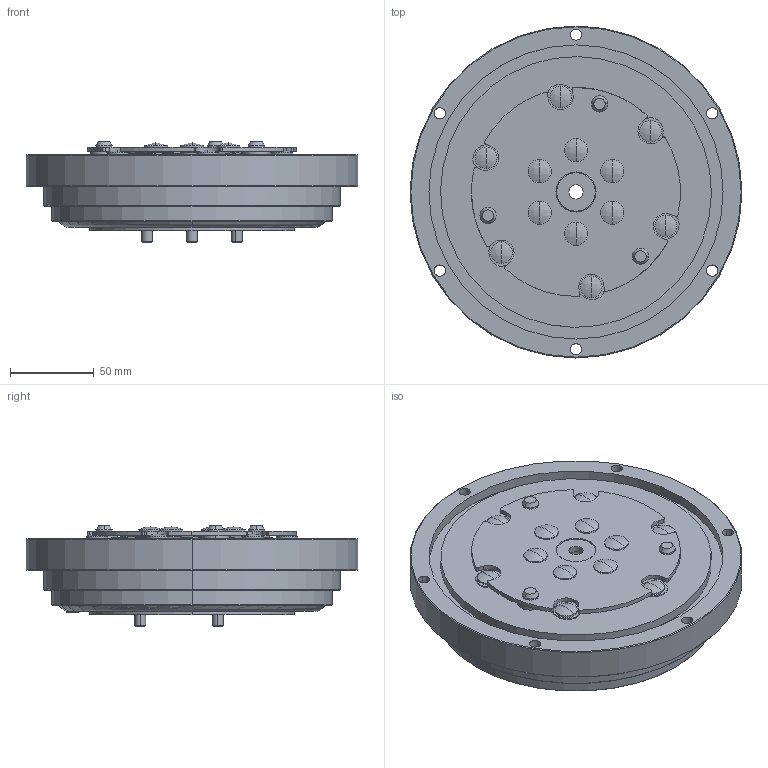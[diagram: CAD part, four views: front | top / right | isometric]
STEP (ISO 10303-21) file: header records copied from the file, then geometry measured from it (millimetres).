
FILE_DESCRIPTION (( 'STEP AP203' ), '1' );
FILE_NAME ('50919000_05_MGCL.STEP', '2016-03-08T07:13:56', ( '' ), ( '' ), 'SwSTEP 2.0', 'SolidWorks 2014', '' );
FILE_SCHEMA (( 'CONFIG_CONTROL_DESIGN' ));
Length unit declared in the file: millimetre
Products named in the file (1): 50919000_05_MGCL
Bounding box: 198.6 x 198.6 x 60.51 mm (x, y, z)
Volume: 1103599.6 mm3; surface area: 149616.8 mm2
Topology: 5 solids, 19 shells, 649 faces, 1621 edges, 1030 vertices
Faces by surface type: cylinder 316, plane 221, cone 66, sphere 34, torus 12
Entity records: 19992 total; most frequent: DIRECTION 3771, CARTESIAN_POINT 3528, ORIENTED_EDGE 3242, EDGE_CURVE 1621, AXIS2_PLACEMENT_3D 1567, VERTEX_POINT 1030, CIRCLE 917, EDGE_LOOP 789
